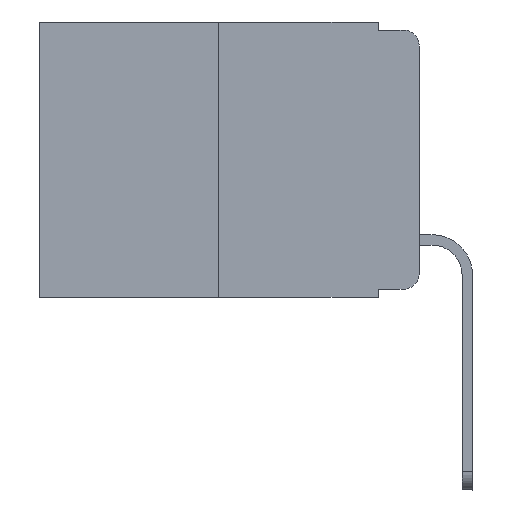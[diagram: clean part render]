
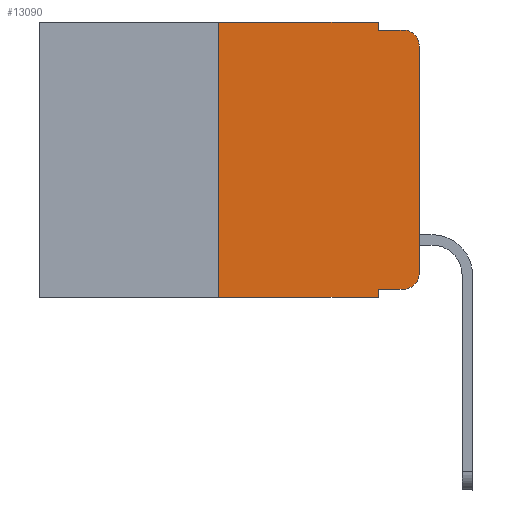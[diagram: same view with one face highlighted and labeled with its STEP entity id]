
A CAD part, left-side view. The second image highlights one B-rep face of the part: STEP entity #13090.
In plain terms, the highlighted planar face has unit normal (-1, 0, 0).
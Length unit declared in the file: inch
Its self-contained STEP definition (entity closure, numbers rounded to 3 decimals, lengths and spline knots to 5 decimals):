
#9 = FACE_OUTER_BOUND ( 'NONE', #8917, .T. ) ;
#151 = EDGE_CURVE ( 'NONE', #13863, #13701, #19821, .T. ) ;
#174 = CIRCLE ( 'NONE', #6475, 0.02 ) ;
#183 = LINE ( 'NONE', #7269, #5666 ) ;
#555 = VERTEX_POINT ( 'NONE', #21773 ) ;
#602 = LINE ( 'NONE', #13805, #848 ) ;
#729 = CARTESIAN_POINT ( 'NONE',  ( 0., 0.051, -0.333 ) ) ;
#747 = CARTESIAN_POINT ( 'NONE',  ( 0., 0.473, 0. ) ) ;
#848 = VECTOR ( 'NONE', #22361, 39.37008 ) ;
#914 = DIRECTION ( 'NONE',  ( 0., 0., 1. ) ) ;
#1538 = DIRECTION ( 'NONE',  ( -1., 0., 0. ) ) ;
#1776 = DIRECTION ( 'NONE',  ( 0., 0., -1. ) ) ;
#1903 = VECTOR ( 'NONE', #18252, 39.37008 ) ;
#1906 = EDGE_CURVE ( 'NONE', #555, #12411, #602, .T. ) ;
#2480 = CARTESIAN_POINT ( 'NONE',  ( 0., 0.02, -0.333 ) ) ;
#2482 = DIRECTION ( 'NONE',  ( 0., 0., -1. ) ) ;
#2881 = EDGE_CURVE ( 'NONE', #3618, #13863, #20672, .T. ) ;
#3618 = VERTEX_POINT ( 'NONE', #4626 ) ;
#3656 = AXIS2_PLACEMENT_3D ( 'NONE', #4174, #16593, #7911 ) ;
#3989 = LINE ( 'NONE', #747, #17112 ) ;
#4079 = CARTESIAN_POINT ( 'NONE',  ( 0., 0.25, 0. ) ) ;
#4142 = ORIENTED_EDGE ( 'NONE', *, *, #15751, .T. ) ;
#4174 = CARTESIAN_POINT ( 'NONE',  ( 0., 0.473, 0. ) ) ;
#4626 = CARTESIAN_POINT ( 'NONE',  ( 0., 0.051, 0. ) ) ;
#5383 = CARTESIAN_POINT ( 'NONE',  ( 0., 0.02, -0.03 ) ) ;
#5462 = ORIENTED_EDGE ( 'NONE', *, *, #10270, .F. ) ;
#5488 = CARTESIAN_POINT ( 'NONE',  ( 0., 0.02, -0.313 ) ) ;
#5666 = VECTOR ( 'NONE', #14347, 39.37008 ) ;
#6078 = EDGE_CURVE ( 'NONE', #7711, #3618, #3989, .T. ) ;
#6475 = AXIS2_PLACEMENT_3D ( 'NONE', #5488, #1538, #1776 ) ;
#7126 = DIRECTION ( 'NONE',  ( -1., 0., 0. ) ) ;
#7147 = VECTOR ( 'NONE', #18363, 39.37008 ) ;
#7269 = CARTESIAN_POINT ( 'NONE',  ( 0., 0., 0. ) ) ;
#7532 = ORIENTED_EDGE ( 'NONE', *, *, #151, .F. ) ;
#7711 = VERTEX_POINT ( 'NONE', #4079 ) ;
#7911 = DIRECTION ( 'NONE',  ( 0., 0., -1. ) ) ;
#7915 = CARTESIAN_POINT ( 'NONE',  ( 0., 0.051, -0.01 ) ) ;
#8290 = ORIENTED_EDGE ( 'NONE', *, *, #16726, .T. ) ;
#8841 = VERTEX_POINT ( 'NONE', #10515 ) ;
#8917 = EDGE_LOOP ( 'NONE', ( #8290, #16155, #7532, #11260, #22655, #10245, #18740, #5462, #4142, #12534 ) ) ;
#9679 = LINE ( 'NONE', #18114, #7147 ) ;
#10083 = EDGE_CURVE ( 'NONE', #8841, #13701, #18974, .T. ) ;
#10245 = ORIENTED_EDGE ( 'NONE', *, *, #21558, .F. ) ;
#10270 = EDGE_CURVE ( 'NONE', #11526, #12411, #9679, .T. ) ;
#10479 = CARTESIAN_POINT ( 'NONE',  ( 0., 0., -0.313 ) ) ;
#10515 = CARTESIAN_POINT ( 'NONE',  ( 0., 0., -0.03 ) ) ;
#11054 = DIRECTION ( 'NONE',  ( 0., -1., 0. ) ) ;
#11260 = ORIENTED_EDGE ( 'NONE', *, *, #2881, .F. ) ;
#11397 = EDGE_CURVE ( 'NONE', #15723, #20126, #174, .T. ) ;
#11467 = DIRECTION ( 'NONE',  ( 0., -1., 0. ) ) ;
#11526 = VERTEX_POINT ( 'NONE', #16736 ) ;
#11694 = VECTOR ( 'NONE', #11054, 39.37008 ) ;
#12411 = VERTEX_POINT ( 'NONE', #13759 ) ;
#12534 = ORIENTED_EDGE ( 'NONE', *, *, #11397, .T. ) ;
#13090 = ADVANCED_FACE ( 'NONE', ( #9 ), #14187, .F. ) ;
#13148 = LINE ( 'NONE', #16689, #14169 ) ;
#13701 = VERTEX_POINT ( 'NONE', #20364 ) ;
#13759 = CARTESIAN_POINT ( 'NONE',  ( 0., 0.051, -0.343 ) ) ;
#13805 = CARTESIAN_POINT ( 'NONE',  ( 0., 0.473, -0.343 ) ) ;
#13863 = VERTEX_POINT ( 'NONE', #17361 ) ;
#14169 = VECTOR ( 'NONE', #914, 39.37008 ) ;
#14187 = PLANE ( 'NONE',  #3656 ) ;
#14328 = DIRECTION ( 'NONE',  ( 0., 0., -1. ) ) ;
#14347 = DIRECTION ( 'NONE',  ( 0., 0., 1. ) ) ;
#14436 = LINE ( 'NONE', #729, #1903 ) ;
#15723 = VERTEX_POINT ( 'NONE', #2480 ) ;
#15751 = EDGE_CURVE ( 'NONE', #11526, #15723, #14436, .T. ) ;
#16155 = ORIENTED_EDGE ( 'NONE', *, *, #10083, .T. ) ;
#16593 = DIRECTION ( 'NONE',  ( 1., 0., 0. ) ) ;
#16689 = CARTESIAN_POINT ( 'NONE',  ( 0., 0.25, 0. ) ) ;
#16726 = EDGE_CURVE ( 'NONE', #20126, #8841, #183, .T. ) ;
#16736 = CARTESIAN_POINT ( 'NONE',  ( 0., 0.051, -0.333 ) ) ;
#16788 = VECTOR ( 'NONE', #2482, 39.37008 ) ;
#17112 = VECTOR ( 'NONE', #11467, 39.37008 ) ;
#17361 = CARTESIAN_POINT ( 'NONE',  ( 0., 0.051, -0.01 ) ) ;
#18114 = CARTESIAN_POINT ( 'NONE',  ( 0., 0.051, 0. ) ) ;
#18252 = DIRECTION ( 'NONE',  ( 0., -1., 0. ) ) ;
#18257 = AXIS2_PLACEMENT_3D ( 'NONE', #5383, #7126, #14328 ) ;
#18363 = DIRECTION ( 'NONE',  ( 0., 0., -1. ) ) ;
#18375 = CARTESIAN_POINT ( 'NONE',  ( 0., 0.051, 0. ) ) ;
#18740 = ORIENTED_EDGE ( 'NONE', *, *, #1906, .T. ) ;
#18974 = CIRCLE ( 'NONE', #18257, 0.02 ) ;
#19821 = LINE ( 'NONE', #7915, #11694 ) ;
#20126 = VERTEX_POINT ( 'NONE', #10479 ) ;
#20364 = CARTESIAN_POINT ( 'NONE',  ( 0., 0.02, -0.01 ) ) ;
#20672 = LINE ( 'NONE', #18375, #16788 ) ;
#21558 = EDGE_CURVE ( 'NONE', #555, #7711, #13148, .T. ) ;
#21773 = CARTESIAN_POINT ( 'NONE',  ( 0., 0.25, -0.343 ) ) ;
#22361 = DIRECTION ( 'NONE',  ( 0., -1., 0. ) ) ;
#22655 = ORIENTED_EDGE ( 'NONE', *, *, #6078, .F. ) ;
